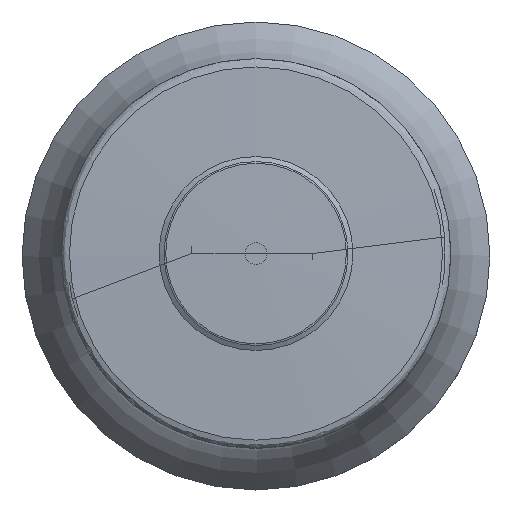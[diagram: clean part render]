
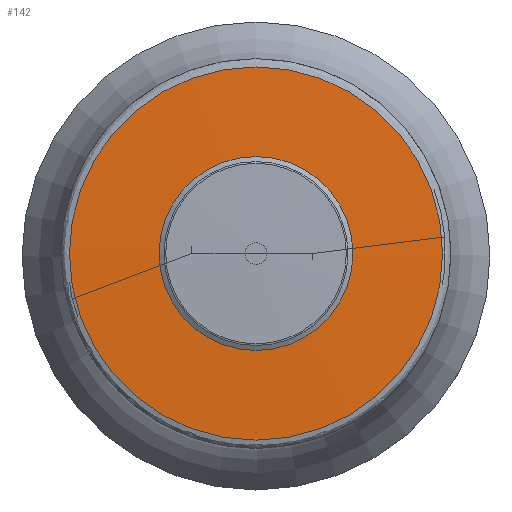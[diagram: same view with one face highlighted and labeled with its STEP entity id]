
A CAD part, top view. The second image highlights one B-rep face of the part: STEP entity #142.
In plain terms, the highlighted face is a revolution surface.
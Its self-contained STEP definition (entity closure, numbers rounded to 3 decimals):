
#34=SURFACE_OF_REVOLUTION('',#80,#40);
#40=AXIS1_PLACEMENT('',#720,#558);
#80=B_SPLINE_CURVE_WITH_KNOTS('',5,(#714,#715,#716,#717,#718,#719),
 .UNSPECIFIED.,.F.,.F.,(6,6),(0.,1.),.UNSPECIFIED.);
#142=ADVANCED_FACE('',(#189,#190),#34,.F.);
#189=FACE_BOUND('',#236,.T.);
#190=FACE_BOUND('',#237,.T.);
#236=EDGE_LOOP('',(#308));
#237=EDGE_LOOP('',(#309));
#308=ORIENTED_EDGE('',*,*,#381,.T.);
#309=ORIENTED_EDGE('',*,*,#380,.F.);
#344=VERTEX_POINT('',#688);
#345=VERTEX_POINT('',#713);
#380=EDGE_CURVE('',#344,#344,#402,.T.);
#381=EDGE_CURVE('',#345,#345,#403,.T.);
#402=CIRCLE('',#450,16.751);
#403=CIRCLE('',#451,8.701);
#450=AXIS2_PLACEMENT_3D('',#687,#553,#554);
#451=AXIS2_PLACEMENT_3D('',#712,#556,#557);
#553=DIRECTION('',(0.,0.,-1.));
#554=DIRECTION('',(-1.,0.,0.));
#556=DIRECTION('',(0.,0.,-1.));
#557=DIRECTION('',(-1.,0.,0.));
#558=DIRECTION('',(0.,0.,-1.));
#687=CARTESIAN_POINT('',(0.,0.,129.27));
#688=CARTESIAN_POINT('',(-16.751,0.,129.27));
#712=CARTESIAN_POINT('',(0.,0.,129.56));
#713=CARTESIAN_POINT('',(-8.701,0.,129.56));
#714=CARTESIAN_POINT('',(16.751,0.,129.27));
#715=CARTESIAN_POINT('',(15.141,0.,129.328));
#716=CARTESIAN_POINT('',(13.531,0.,129.386));
#717=CARTESIAN_POINT('',(11.921,0.,129.444));
#718=CARTESIAN_POINT('',(10.311,0.,129.502));
#719=CARTESIAN_POINT('',(8.701,0.,129.56));
#720=CARTESIAN_POINT('',(0.,0.,0.));
